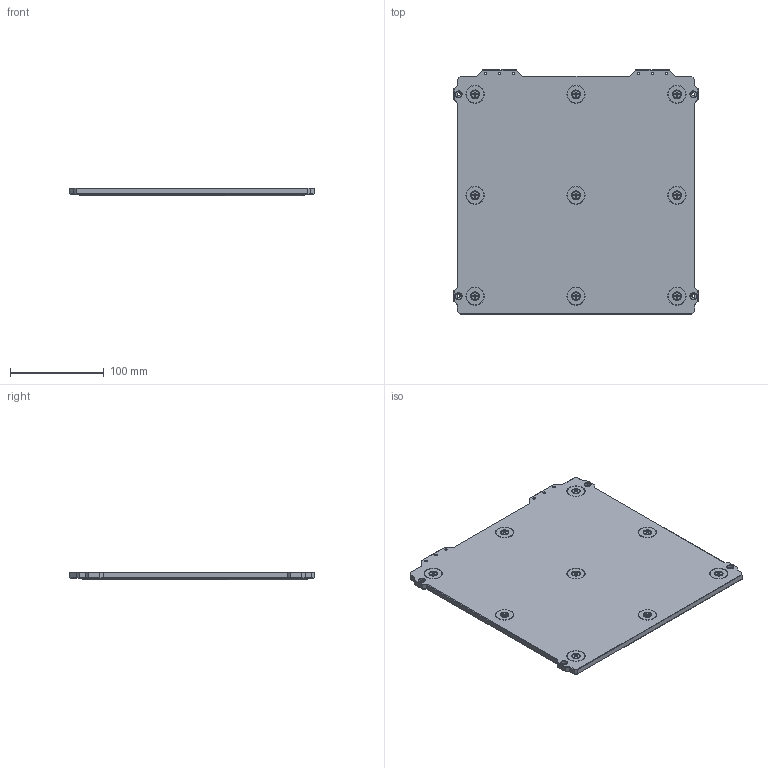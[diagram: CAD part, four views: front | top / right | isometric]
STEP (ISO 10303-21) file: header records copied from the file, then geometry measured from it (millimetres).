
FILE_DESCRIPTION(/* description */ (''),/* implementation_level */ '2;1');
FILE_NAME(/* name */ 'Arc Bed - BETA.step',/* time_stamp */ '2024-07-19T15:41:16+02:00',/* author */ (''),/* organization */ (''),/* preprocessor_version */ 'ST-DEVELOPER v20',/* originating_system */ 'Autodesk Translation Framework v13.14.0.145',/* authorisation */ '');
FILE_SCHEMA (('AUTOMOTIVE_DESIGN { 1 0 10303 214 3 1 1 }'));
Length unit declared in the file: millimetre
Products named in the file (6): Arc Bed; Assembly; Precision Alca5/ATP5/MIC6/5083 Aluminum Bed Plate; Silicone Heater Pad; N45SH SmCo Ring Magnet; 90273A190_Zinc-Plated Steel Phillips Flat Head Screws
Assembly tree (21 placements, depth 3):
  Arc Bed
    Assembly
      Precision Alca5/ATP5/MIC6/5083 Aluminum Bed Plate
      Silicone Heater Pad
      N45SH SmCo Ring Magnet  x9
      90273A190_Zinc-Plated Steel Phillips Flat Head Screws  x9
Bounding box: 260 x 260 x 8.35 mm (x, y, z)
Volume: 524126.9 mm3; surface area: 263015.9 mm2
Topology: 20 solids, 20 shells, 688 faces, 1730 edges, 1113 vertices
Faces by surface type: plane 331, cylinder 223, cone 94, bspline 22, torus 18
Full cylindrical faces by diameter (mm): 2.529 x6, 3.134 x36, 3.2 x4, 4.166 x36, 4.234 x9, 5.08 x9, 6.5 x4, 7.925 x9, 19.05 x9, 19.431 x9
Entity records: 8680 total; most frequent: CARTESIAN_POINT 2558, DIRECTION 1248, ORIENTED_EDGE 1180, EDGE_CURVE 590, AXIS2_PLACEMENT_3D 427, LINE 394, VECTOR 394, VERTEX_POINT 369
